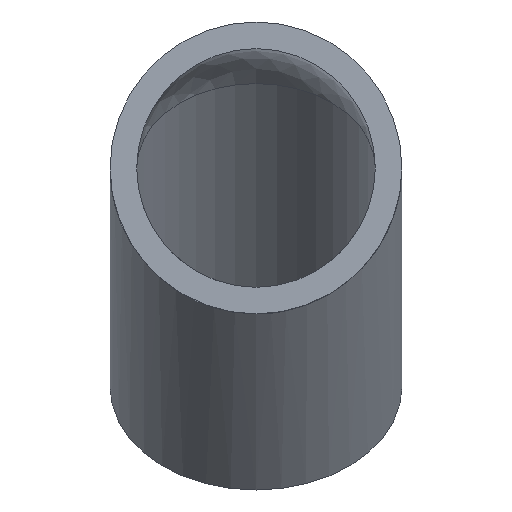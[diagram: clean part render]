
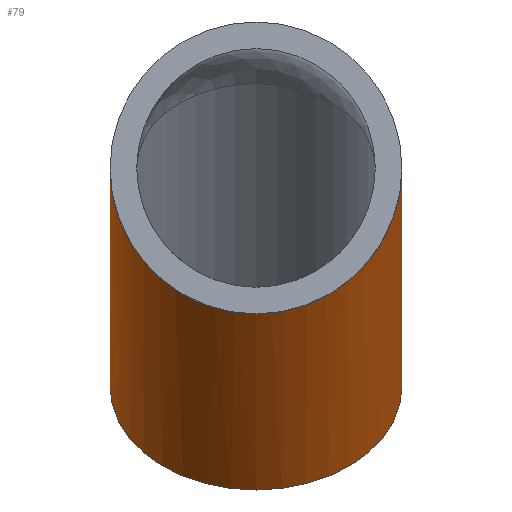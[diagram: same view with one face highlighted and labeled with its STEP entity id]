
A CAD part, left-side view. The second image highlights one B-rep face of the part: STEP entity #79.
In plain terms, the highlighted cylindrical face has radius 62.5 mm (diameter 125 mm), a full revolution.
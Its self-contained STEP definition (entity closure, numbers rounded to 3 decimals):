
#79 = ADVANCED_FACE( '', ( #96, #97 ), #98, .T. );
#96 = FACE_OUTER_BOUND( '', #118, .T. );
#97 = FACE_OUTER_BOUND( '', #119, .T. );
#98 = CYLINDRICAL_SURFACE( '', #120, 62.5 );
#118 = EDGE_LOOP( '', ( #150 ) );
#119 = EDGE_LOOP( '', ( #151, #152 ) );
#120 = AXIS2_PLACEMENT_3D( '', #153, #154, #155 );
#150 = ORIENTED_EDGE( '', *, *, #179, .F. );
#151 = ORIENTED_EDGE( '', *, *, #180, .T. );
#152 = ORIENTED_EDGE( '', *, *, #173, .T. );
#153 = CARTESIAN_POINT( '', ( 226.192, 0., -93.692 ) );
#154 = DIRECTION( '', ( -0.707, 0., 0.707 ) );
#155 = DIRECTION( '', ( -0.707, 0., -0.707 ) );
#173 = EDGE_CURVE( '', #183, #182, #185, .T. );
#179 = EDGE_CURVE( '', #196, #196, #197, .T. );
#180 = EDGE_CURVE( '', #182, #183, #198, .T. );
#182 = VERTEX_POINT( '', #200 );
#183 = VERTEX_POINT( '', #201 );
#185 = ELLIPSE( '', #203, 67.65, 62.5 );
#196 = VERTEX_POINT( '', #214 );
#197 = CIRCLE( '', #215, 62.5 );
#198 = CIRCLE( '', #216, 62.5 );
#200 = CARTESIAN_POINT( '', ( 132.5, 62.5, 0. ) );
#201 = CARTESIAN_POINT( '', ( 132.5, -62.5, 0. ) );
#203 = AXIS2_PLACEMENT_3D( '', #221, #222, #223 );
#214 = CARTESIAN_POINT( '', ( 181.997, 0., -137.886 ) );
#215 = AXIS2_PLACEMENT_3D( '', #239, #240, #241 );
#216 = AXIS2_PLACEMENT_3D( '', #242, #243, #244 );
#221 = CARTESIAN_POINT( '', ( 132.5, 0., 0. ) );
#222 = DIRECTION( '', ( 0.924, 0., -0.383 ) );
#223 = DIRECTION( '', ( 0.383, 0., 0.924 ) );
#239 = CARTESIAN_POINT( '', ( 226.192, 0., -93.692 ) );
#240 = DIRECTION( '', ( 0.707, 0., -0.707 ) );
#241 = DIRECTION( '', ( -0.707, 0., -0.707 ) );
#242 = CARTESIAN_POINT( '', ( 132.5, 0., 0. ) );
#243 = DIRECTION( '', ( 0.707, 0., -0.707 ) );
#244 = DIRECTION( '', ( -0.707, 0., -0.707 ) );
